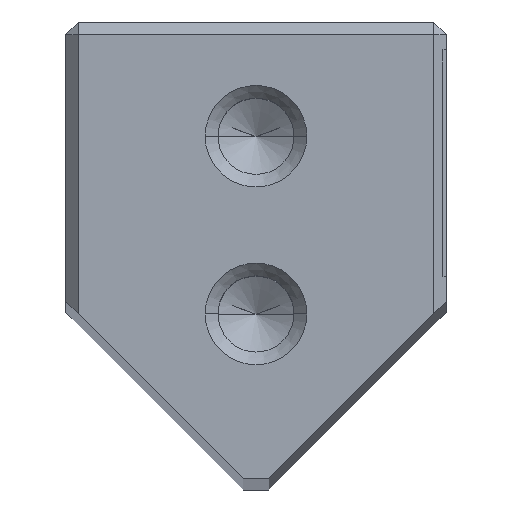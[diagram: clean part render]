
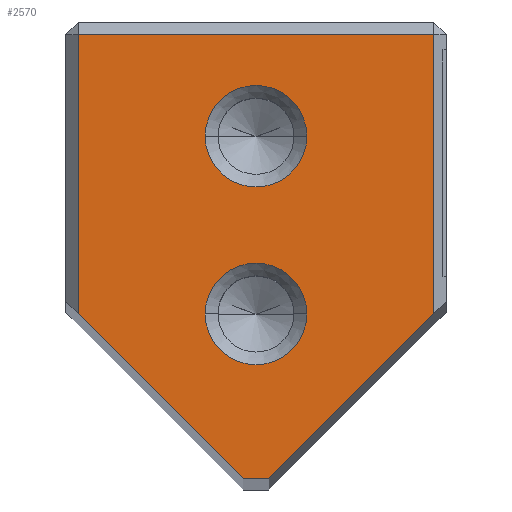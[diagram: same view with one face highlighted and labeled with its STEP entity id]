
A CAD part, top view. The second image highlights one B-rep face of the part: STEP entity #2570.
In plain terms, the highlighted planar face has unit normal (0, 0, 1).
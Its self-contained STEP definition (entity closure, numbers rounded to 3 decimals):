
#2570=ADVANCED_FACE('',(#3273,#3274,#3275),#2911,.T.);
#2911=PLANE('',#9077);
#3150=CIRCLE('',#8971,2.);
#3152=CIRCLE('',#8974,2.);
#3217=CIRCLE('',#9075,2.);
#3218=CIRCLE('',#9076,2.);
#3273=FACE_BOUND('',#3377,.T.);
#3274=FACE_BOUND('',#3378,.T.);
#3275=FACE_BOUND('',#3379,.T.);
#3377=EDGE_LOOP('',(#4394,#4395));
#3378=EDGE_LOOP('',(#4396,#4397));
#3379=EDGE_LOOP('',(#4398,#4399,#4400,#4401,#4402,#4403));
#4394=ORIENTED_EDGE('',*,*,#6825,.T.);
#4395=ORIENTED_EDGE('',*,*,#6967,.T.);
#4396=ORIENTED_EDGE('',*,*,#6821,.T.);
#4397=ORIENTED_EDGE('',*,*,#6968,.T.);
#4398=ORIENTED_EDGE('',*,*,#6947,.T.);
#4399=ORIENTED_EDGE('',*,*,#6969,.T.);
#4400=ORIENTED_EDGE('',*,*,#6970,.T.);
#4401=ORIENTED_EDGE('',*,*,#6971,.T.);
#4402=ORIENTED_EDGE('',*,*,#6953,.T.);
#4403=ORIENTED_EDGE('',*,*,#6949,.T.);
#6163=VERTEX_POINT('',#11616);
#6164=VERTEX_POINT('',#11618);
#6167=VERTEX_POINT('',#11625);
#6168=VERTEX_POINT('',#11627);
#6251=VERTEX_POINT('',#11877);
#6252=VERTEX_POINT('',#11879);
#6253=VERTEX_POINT('',#11883);
#6256=VERTEX_POINT('',#11891);
#6263=VERTEX_POINT('',#11917);
#6264=VERTEX_POINT('',#11919);
#6821=EDGE_CURVE('',#6164,#6163,#3150,.T.);
#6825=EDGE_CURVE('',#6168,#6167,#3152,.T.);
#6947=EDGE_CURVE('',#6252,#6251,#7775,.T.);
#6949=EDGE_CURVE('',#6253,#6252,#7777,.T.);
#6953=EDGE_CURVE('',#6256,#6253,#7781,.T.);
#6967=EDGE_CURVE('',#6167,#6168,#3217,.T.);
#6968=EDGE_CURVE('',#6163,#6164,#3218,.T.);
#6969=EDGE_CURVE('',#6251,#6263,#7790,.T.);
#6970=EDGE_CURVE('',#6263,#6264,#7791,.T.);
#6971=EDGE_CURVE('',#6264,#6256,#7792,.T.);
#7775=LINE('',#11878,#8474);
#7777=LINE('',#11882,#8476);
#7781=LINE('',#11890,#8480);
#7790=LINE('',#11916,#8489);
#7791=LINE('',#11918,#8490);
#7792=LINE('',#11920,#8491);
#8474=VECTOR('',#9819,1.);
#8476=VECTOR('',#9823,1.);
#8480=VECTOR('',#9829,1.);
#8489=VECTOR('',#9858,1.);
#8490=VECTOR('',#9859,1.);
#8491=VECTOR('',#9860,1.);
#8971=AXIS2_PLACEMENT_3D('',#11617,#9572,#9573);
#8974=AXIS2_PLACEMENT_3D('',#11626,#9580,#9581);
#9075=AXIS2_PLACEMENT_3D('',#11914,#9854,#9855);
#9076=AXIS2_PLACEMENT_3D('',#11915,#9856,#9857);
#9077=AXIS2_PLACEMENT_3D('',#11921,#9861,#9862);
#9572=DIRECTION('',(0.,0.,-1.));
#9573=DIRECTION('',(1.,0.,0.));
#9580=DIRECTION('',(0.,0.,-1.));
#9581=DIRECTION('',(1.,0.,0.));
#9819=DIRECTION('',(0.707,0.707,0.));
#9823=DIRECTION('',(1.,0.,0.));
#9829=DIRECTION('',(0.707,-0.707,0.));
#9854=DIRECTION('',(0.,0.,-1.));
#9855=DIRECTION('',(1.,0.,0.));
#9856=DIRECTION('',(0.,0.,-1.));
#9857=DIRECTION('',(1.,0.,0.));
#9858=DIRECTION('',(0.,1.,0.));
#9859=DIRECTION('',(-1.,0.,0.));
#9860=DIRECTION('',(0.,-1.,0.));
#9861=DIRECTION('',(0.,0.,1.));
#9862=DIRECTION('',(1.,0.,0.));
#11616=CARTESIAN_POINT('',(-2.,26.5,0.));
#11617=CARTESIAN_POINT('',(0.,26.5,0.));
#11618=CARTESIAN_POINT('',(2.,26.5,0.));
#11625=CARTESIAN_POINT('',(-2.,19.5,0.));
#11626=CARTESIAN_POINT('',(0.,19.5,0.));
#11627=CARTESIAN_POINT('',(2.,19.5,0.));
#11877=CARTESIAN_POINT('',(7.,19.5,0.));
#11878=CARTESIAN_POINT('',(0.5,13.,0.));
#11879=CARTESIAN_POINT('',(0.5,13.,0.));
#11882=CARTESIAN_POINT('',(-0.5,13.,0.));
#11883=CARTESIAN_POINT('',(-0.5,13.,0.));
#11890=CARTESIAN_POINT('',(-0.5,13.,0.));
#11891=CARTESIAN_POINT('',(-7.,19.5,0.));
#11914=CARTESIAN_POINT('',(0.,19.5,0.));
#11915=CARTESIAN_POINT('',(0.,26.5,0.));
#11916=CARTESIAN_POINT('',(7.,12.5,0.));
#11917=CARTESIAN_POINT('',(7.,30.5,0.));
#11918=CARTESIAN_POINT('',(0.,30.5,0.));
#11919=CARTESIAN_POINT('',(-7.,30.5,0.));
#11920=CARTESIAN_POINT('',(-7.,12.5,0.));
#11921=CARTESIAN_POINT('',(0.,12.5,0.));
